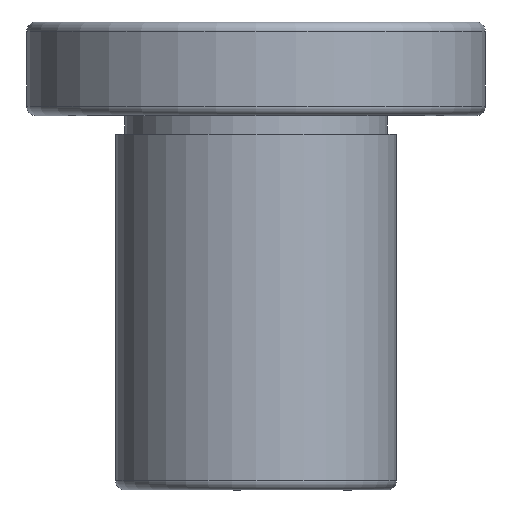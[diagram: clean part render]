
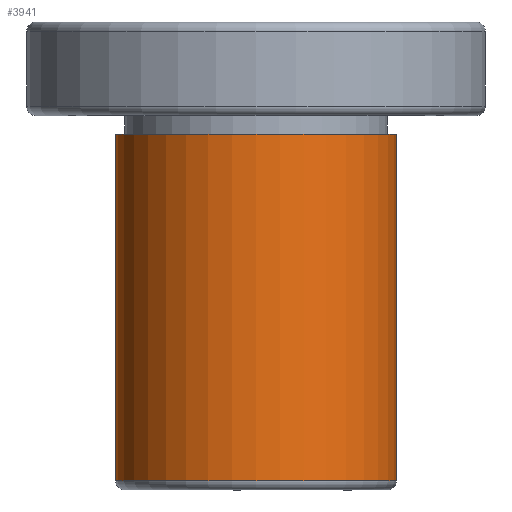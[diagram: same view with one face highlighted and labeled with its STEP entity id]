
A CAD part, front view. The second image highlights one B-rep face of the part: STEP entity #3941.
In plain terms, the highlighted cylindrical face has radius 15 mm (diameter 30 mm), a partial arc.
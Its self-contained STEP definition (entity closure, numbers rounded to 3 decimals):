
#37 = DIRECTION ( 'NONE',  ( 0., 0., 1. ) ) ;
#53 = CARTESIAN_POINT ( 'NONE',  ( 15., 0., -49. ) ) ;
#130 = ORIENTED_EDGE ( 'NONE', *, *, #4422, .F. ) ;
#528 = VERTEX_POINT ( 'NONE', #53 ) ;
#616 = DIRECTION ( 'NONE',  ( 1., 0., 0. ) ) ;
#674 = LINE ( 'NONE', #2596, #3926 ) ;
#682 = DIRECTION ( 'NONE',  ( 0., 0., 1. ) ) ;
#780 = ORIENTED_EDGE ( 'NONE', *, *, #2972, .T. ) ;
#783 = DIRECTION ( 'NONE',  ( 1., 0., 0. ) ) ;
#978 = CARTESIAN_POINT ( 'NONE',  ( -15., 0., -12. ) ) ;
#1184 = EDGE_CURVE ( 'NONE', #528, #4280, #1306, .T. ) ;
#1255 = FACE_OUTER_BOUND ( 'NONE', #2542, .T. ) ;
#1306 = LINE ( 'NONE', #2869, #3281 ) ;
#1369 = DIRECTION ( 'NONE',  ( 0., 0., 1. ) ) ;
#2214 = EDGE_CURVE ( 'NONE', #2627, #4280, #3842, .T. ) ;
#2300 = DIRECTION ( 'NONE',  ( 1., 0., 0. ) ) ;
#2325 = CYLINDRICAL_SURFACE ( 'NONE', #2745, 15. ) ;
#2494 = CIRCLE ( 'NONE', #3917, 15. ) ;
#2542 = EDGE_LOOP ( 'NONE', ( #130, #780, #3976, #4195 ) ) ;
#2596 = CARTESIAN_POINT ( 'NONE',  ( -15., 0., 0. ) ) ;
#2627 = VERTEX_POINT ( 'NONE', #978 ) ;
#2745 = AXIS2_PLACEMENT_3D ( 'NONE', #4186, #37, #783 ) ;
#2869 = CARTESIAN_POINT ( 'NONE',  ( 15., 0., 0. ) ) ;
#2972 = EDGE_CURVE ( 'NONE', #3791, #528, #2494, .T. ) ;
#3215 = CARTESIAN_POINT ( 'NONE',  ( 15., 0., -12. ) ) ;
#3281 = VECTOR ( 'NONE', #1369, 1000. ) ;
#3735 = CARTESIAN_POINT ( 'NONE',  ( 0., 0., -49. ) ) ;
#3791 = VERTEX_POINT ( 'NONE', #4486 ) ;
#3842 = CIRCLE ( 'NONE', #4080, 15. ) ;
#3917 = AXIS2_PLACEMENT_3D ( 'NONE', #3735, #682, #2300 ) ;
#3926 = VECTOR ( 'NONE', #4132, 1000. ) ;
#3941 = ADVANCED_FACE ( 'NONE', ( #1255 ), #2325, .T. ) ;
#3948 = CARTESIAN_POINT ( 'NONE',  ( 0., 0., -12. ) ) ;
#3976 = ORIENTED_EDGE ( 'NONE', *, *, #1184, .T. ) ;
#4019 = DIRECTION ( 'NONE',  ( 0., 0., 1. ) ) ;
#4080 = AXIS2_PLACEMENT_3D ( 'NONE', #3948, #4019, #616 ) ;
#4132 = DIRECTION ( 'NONE',  ( 0., 0., 1. ) ) ;
#4186 = CARTESIAN_POINT ( 'NONE',  ( 0., 0., 0. ) ) ;
#4195 = ORIENTED_EDGE ( 'NONE', *, *, #2214, .F. ) ;
#4280 = VERTEX_POINT ( 'NONE', #3215 ) ;
#4422 = EDGE_CURVE ( 'NONE', #3791, #2627, #674, .T. ) ;
#4486 = CARTESIAN_POINT ( 'NONE',  ( -15., 0., -49. ) ) ;
